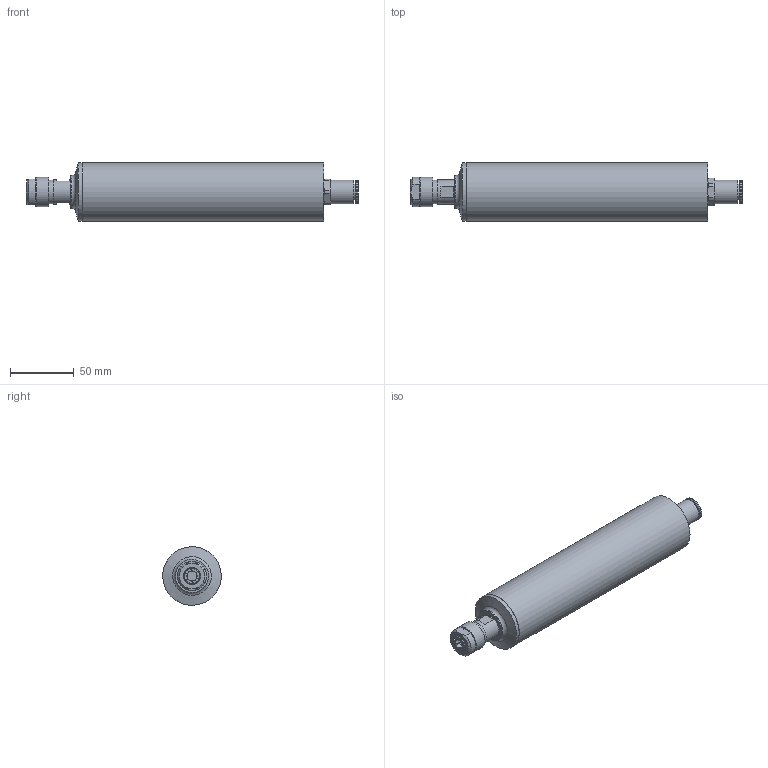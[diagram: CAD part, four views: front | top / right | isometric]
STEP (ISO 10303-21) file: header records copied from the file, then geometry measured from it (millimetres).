
FILE_DESCRIPTION(/* description */ (''),/* implementation_level */ '2;1');
FILE_NAME(/* name */ 'ES 170 ER_29924447.stp',/* time_stamp */ '2019-05-08T08:57:19+02:00',/* author */ ('flambert'),/* organization */ (''),/* preprocessor_version */ 'ST-DEVELOPER v17',/* originating_system */ 'Autodesk Inventor 2018',/* authorisation */ '');
FILE_SCHEMA (('AUTOMOTIVE_DESIGN { 1 0 10303 214 3 1 1 }'));
Length unit declared in the file: millimetre
Products named in the file (1): ES 170 ER_29924447
Bounding box: 261.27 x 46 x 46 mm (x, y, z)
Volume: 337860 mm3; surface area: 43904.1 mm2
Topology: 1 solids, 1 shells, 220 faces, 664 edges, 434 vertices
Faces by surface type: plane 107, cone 57, cylinder 54, torus 2
Full cylindrical faces by diameter (mm): 3 x2, 8 x1, 10.5 x1, 12 x1, 13.2 x2, 14.8 x1, 15 x1, 17.917 x1, 18.5 x2, 18.8 x1, 19 x3, 20.4 x1, 23 x1, 26 x1, 39.917 x1, 46 x2
Entity records: 7879 total; most frequent: CARTESIAN_POINT 1712, ORIENTED_EDGE 1328, DIRECTION 1240, EDGE_CURVE 664, AXIS2_PLACEMENT_3D 516, VERTEX_POINT 434, CIRCLE 295, EDGE_LOOP 244
